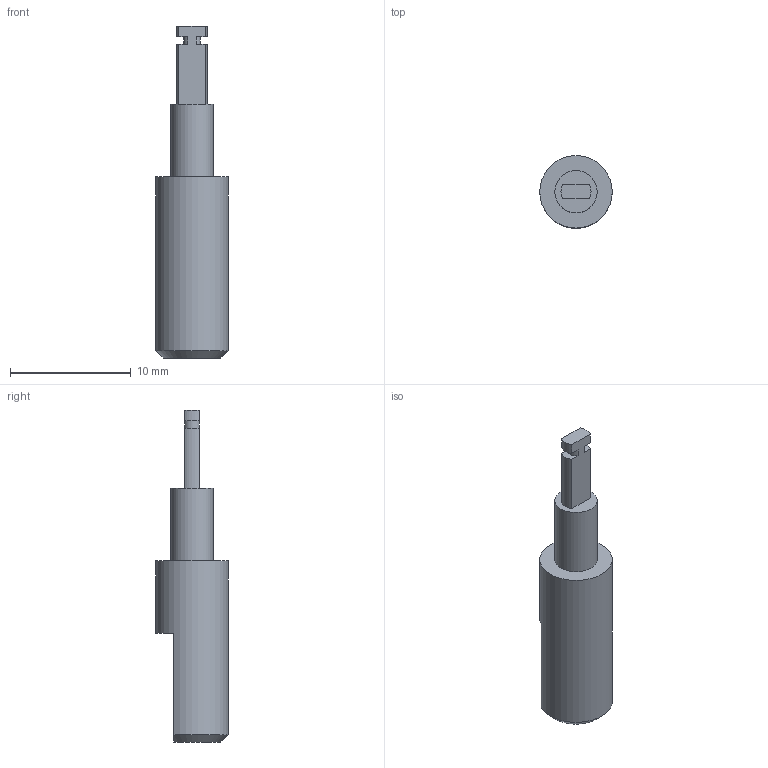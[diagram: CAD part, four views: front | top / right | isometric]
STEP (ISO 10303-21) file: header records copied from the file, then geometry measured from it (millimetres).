
FILE_DESCRIPTION(/* description */ (''),/* implementation_level */ '2;1');
FILE_NAME(/* name */ 'axe poignée fauteuille roulant v1.step',/* time_stamp */ '2018-12-20T17:56:36+01:00',/* author */ (''),/* organization */ (''),/* preprocessor_version */ 'ST-DEVELOPER v17.2',/* originating_system */ 'Autodesk Translation Framework v7.6.0.251',/* authorisation */ '');
FILE_SCHEMA (('AUTOMOTIVE_DESIGN { 1 0 10303 214 3 1 1 }'));
Length unit declared in the file: millimetre
Products named in the file (1): axe poignée fauteuille roulant
Bounding box: 6 x 6 x 27.5 mm (x, y, z)
Volume: 447.8 mm3; surface area: 436.5 mm2
Topology: 1 solids, 1 shells, 21 faces, 51 edges, 34 vertices
Faces by surface type: plane 12, cylinder 8, cone 1
Full cylindrical faces by diameter (mm): 3.5 x1, 6 x1
Entity records: 655 total; most frequent: DIRECTION 112, CARTESIAN_POINT 111, ORIENTED_EDGE 102, EDGE_CURVE 51, AXIS2_PLACEMENT_3D 41, VERTEX_POINT 34, LINE 30, VECTOR 30
